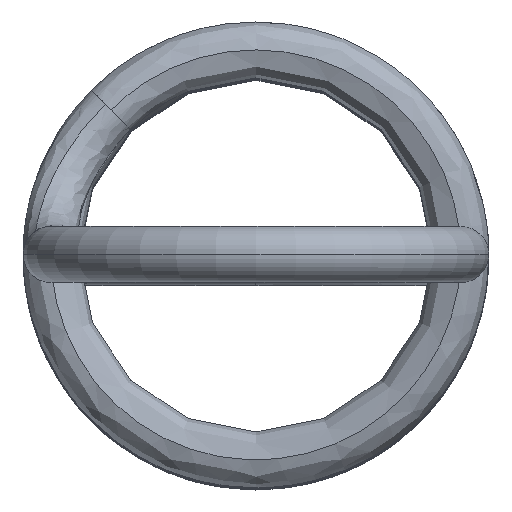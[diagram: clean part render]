
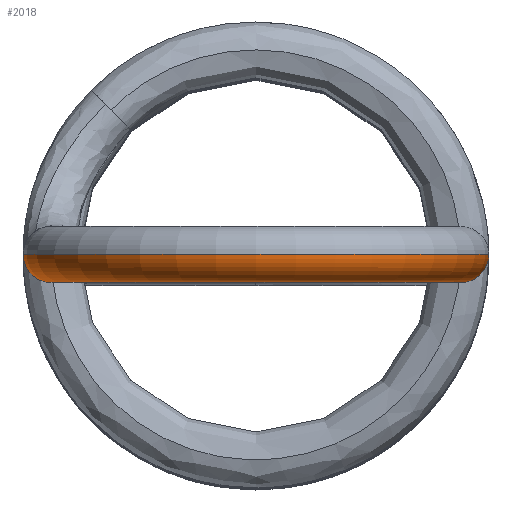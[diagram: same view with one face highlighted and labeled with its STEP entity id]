
A CAD part, top view. The second image highlights one B-rep face of the part: STEP entity #2018.
In plain terms, the highlighted toroidal (fillet/blend) face has major radius 1.1 mm and minor radius 0.15 mm.
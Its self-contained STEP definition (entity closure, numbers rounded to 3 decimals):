
#108 = VERTEX_POINT ( 'NONE', #1291 ) ;
#124 = CARTESIAN_POINT ( 'NONE',  ( -1.25, 0., 7.691 ) ) ;
#126 = DIRECTION ( 'NONE',  ( -0.5, 0., -0.866 ) ) ;
#220 = DIRECTION ( 'NONE',  ( 0., -1., 0. ) ) ;
#280 = CIRCLE ( 'NONE', #712, 0.15 ) ;
#292 = CARTESIAN_POINT ( 'NONE',  ( 0.823, 0., 7.216 ) ) ;
#320 = DIRECTION ( 'NONE',  ( 0., -1., 0. ) ) ;
#323 = ORIENTED_EDGE ( 'NONE', *, *, #2265, .T. ) ;
#376 = VERTEX_POINT ( 'NONE', #292 ) ;
#377 = DIRECTION ( 'NONE',  ( 0., 0., -1. ) ) ;
#384 = AXIS2_PLACEMENT_3D ( 'NONE', #431, #396, #377 ) ;
#396 = DIRECTION ( 'NONE',  ( 0., -1., 0. ) ) ;
#431 = CARTESIAN_POINT ( 'NONE',  ( 0., 0., 7.691 ) ) ;
#523 = DIRECTION ( 'NONE',  ( 1., 0., 0. ) ) ;
#541 = AXIS2_PLACEMENT_3D ( 'NONE', #3155, #320, #858 ) ;
#564 = CARTESIAN_POINT ( 'NONE',  ( -1.1, 0., 7.691 ) ) ;
#652 = CIRCLE ( 'NONE', #968, 0.15 ) ;
#712 = AXIS2_PLACEMENT_3D ( 'NONE', #1687, #126, #1143 ) ;
#858 = DIRECTION ( 'NONE',  ( 0., 0., -1. ) ) ;
#968 = AXIS2_PLACEMENT_3D ( 'NONE', #1319, #2909, #1335 ) ;
#996 = VERTEX_POINT ( 'NONE', #124 ) ;
#1106 = ORIENTED_EDGE ( 'NONE', *, *, #3313, .F. ) ;
#1143 = DIRECTION ( 'NONE',  ( -0.866, 0., 0.5 ) ) ;
#1262 = VERTEX_POINT ( 'NONE', #3081 ) ;
#1291 = CARTESIAN_POINT ( 'NONE',  ( 1.083, 0., 7.066 ) ) ;
#1319 = CARTESIAN_POINT ( 'NONE',  ( -1.1, 0., 7.691 ) ) ;
#1335 = DIRECTION ( 'NONE',  ( 1., 0., 0. ) ) ;
#1356 = ORIENTED_EDGE ( 'NONE', *, *, #3269, .F. ) ;
#1375 = EDGE_CURVE ( 'NONE', #108, #996, #3063, .T. ) ;
#1407 = CARTESIAN_POINT ( 'NONE',  ( 0., 0., 7.691 ) ) ;
#1608 = CIRCLE ( 'NONE', #3166, 0.15 ) ;
#1646 = EDGE_LOOP ( 'NONE', ( #1106, #2675, #2386, #323, #1356 ) ) ;
#1674 = EDGE_CURVE ( 'NONE', #996, #3316, #652, .T. ) ;
#1687 = CARTESIAN_POINT ( 'NONE',  ( 0.953, 0., 7.141 ) ) ;
#1839 = DIRECTION ( 'NONE',  ( 0., 0., 1. ) ) ;
#1919 = CARTESIAN_POINT ( 'NONE',  ( -1.018, -0.126, 7.691 ) ) ;
#1933 = FACE_OUTER_BOUND ( 'NONE', #1646, .T. ) ;
#2018 = ADVANCED_FACE ( 'NONE', ( #1933 ), #3111, .T. ) ;
#2142 = CIRCLE ( 'NONE', #384, 0.95 ) ;
#2265 = EDGE_CURVE ( 'NONE', #3316, #1262, #1608, .T. ) ;
#2386 = ORIENTED_EDGE ( 'NONE', *, *, #1674, .T. ) ;
#2474 = AXIS2_PLACEMENT_3D ( 'NONE', #1407, #220, #2694 ) ;
#2675 = ORIENTED_EDGE ( 'NONE', *, *, #1375, .T. ) ;
#2694 = DIRECTION ( 'NONE',  ( 0., 0., -1. ) ) ;
#2909 = DIRECTION ( 'NONE',  ( 0., 0., 1. ) ) ;
#3063 = CIRCLE ( 'NONE', #541, 1.25 ) ;
#3081 = CARTESIAN_POINT ( 'NONE',  ( -0.95, 0., 7.691 ) ) ;
#3111 = TOROIDAL_SURFACE ( 'NONE', #2474, 1.1, 0.15 ) ;
#3155 = CARTESIAN_POINT ( 'NONE',  ( 0., 0., 7.691 ) ) ;
#3166 = AXIS2_PLACEMENT_3D ( 'NONE', #564, #1839, #523 ) ;
#3269 = EDGE_CURVE ( 'NONE', #376, #1262, #2142, .T. ) ;
#3313 = EDGE_CURVE ( 'NONE', #108, #376, #280, .T. ) ;
#3316 = VERTEX_POINT ( 'NONE', #1919 ) ;
